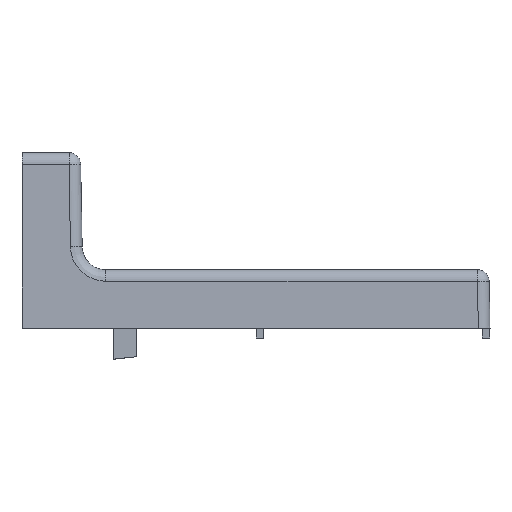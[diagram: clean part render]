
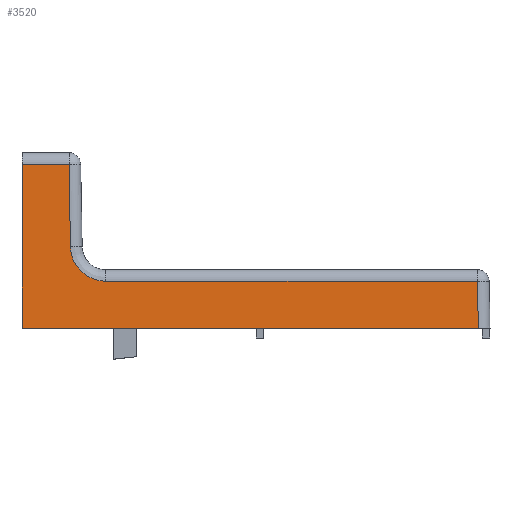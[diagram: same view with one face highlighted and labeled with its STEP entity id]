
A CAD part, top view. The second image highlights one B-rep face of the part: STEP entity #3520.
In plain terms, the highlighted planar face has unit normal (0, 0.018, 1).
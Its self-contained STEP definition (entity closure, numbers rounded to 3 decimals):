
#322 = CARTESIAN_POINT ( 'NONE',  ( 0., 0., 14.098 ) ) ;
#436 = CARTESIAN_POINT ( 'NONE',  ( 117.819, 0., 14.098 ) ) ;
#449 = CARTESIAN_POINT ( 'NONE',  ( 117.608, 12.137, 13.886 ) ) ;
#544 = CARTESIAN_POINT ( 'NONE',  ( 0., 42.347, 13.359 ) ) ;
#705 = EDGE_CURVE ( 'NONE', #3773, #4033, #1244, .T. ) ;
#1183 = VECTOR ( 'NONE', #5253, 1000. ) ;
#1244 = LINE ( 'NONE', #5256, #1183 ) ;
#2536 = AXIS2_PLACEMENT_3D ( 'NONE', #7662, #7733, #7742 ) ;
#2552 =( BOUNDED_CURVE ( )  B_SPLINE_CURVE ( 3, ( #6190, #6193, #6191, #6192 ),
 .UNSPECIFIED., .F., .F. ) 
 B_SPLINE_CURVE_WITH_KNOTS ( ( 4, 4 ),
 ( 3.142, 4.695 ),
 .UNSPECIFIED. ) 
 CURVE ( )  GEOMETRIC_REPRESENTATION_ITEM ( )  RATIONAL_B_SPLINE_CURVE ( ( 1., 0.809, 0.809, 1. ) ) 
 REPRESENTATION_ITEM ( '' )  );
#2650 = EDGE_CURVE ( 'NONE', #4341, #3773, #6305, .T. ) ;
#2713 = EDGE_CURVE ( 'NONE', #5909, #5771, #6871, .T. ) ;
#2714 = EDGE_CURVE ( 'NONE', #5660, #5909, #2552, .T. ) ;
#2715 = EDGE_CURVE ( 'NONE', #4046, #5660, #6858, .T. ) ;
#2716 = EDGE_CURVE ( 'NONE', #4033, #4046, #6909, .T. ) ;
#2717 = EDGE_CURVE ( 'NONE', #5771, #4341, #6904, .T. ) ;
#3520 = ADVANCED_FACE ( 'NONE', ( #6696 ), #7651, .T. ) ;
#3773 = VERTEX_POINT ( 'NONE', #322 ) ;
#4006 = ORIENTED_EDGE ( 'NONE', *, *, #2713, .T. ) ;
#4033 = VERTEX_POINT ( 'NONE', #436 ) ;
#4046 = VERTEX_POINT ( 'NONE', #449 ) ;
#4067 = ORIENTED_EDGE ( 'NONE', *, *, #2714, .T. ) ;
#4182 = ORIENTED_EDGE ( 'NONE', *, *, #2717, .T. ) ;
#4184 = ORIENTED_EDGE ( 'NONE', *, *, #2715, .T. ) ;
#4196 = ORIENTED_EDGE ( 'NONE', *, *, #2650, .T. ) ;
#4242 = ORIENTED_EDGE ( 'NONE', *, *, #2716, .T. ) ;
#4246 = ORIENTED_EDGE ( 'NONE', *, *, #705, .T. ) ;
#4341 = VERTEX_POINT ( 'NONE', #544 ) ;
#4597 = CARTESIAN_POINT ( 'NONE',  ( 21.57, 12.137, 13.886 ) ) ;
#4663 = CARTESIAN_POINT ( 'NONE',  ( 12.136, 42.347, 13.359 ) ) ;
#4690 = CARTESIAN_POINT ( 'NONE',  ( 12.508, 21.042, 13.731 ) ) ;
#5253 = DIRECTION ( 'NONE',  ( 1., 0., 0. ) ) ;
#5256 = CARTESIAN_POINT ( 'NONE',  ( 120.84, 0., 14.098 ) ) ;
#5610 = EDGE_LOOP ( 'NONE', ( #4246, #4242, #4184, #4067, #4006, #4182, #4196 ) ) ;
#5660 = VERTEX_POINT ( 'NONE', #4597 ) ;
#5771 = VERTEX_POINT ( 'NONE', #4663 ) ;
#5909 = VERTEX_POINT ( 'NONE', #4690 ) ;
#6188 = CARTESIAN_POINT ( 'NONE',  ( 120.84, 12.137, 13.886 ) ) ;
#6190 = CARTESIAN_POINT ( 'NONE',  ( 21.57, 12.137, 13.886 ) ) ;
#6191 = CARTESIAN_POINT ( 'NONE',  ( 12.6, 15.807, 13.822 ) ) ;
#6192 = CARTESIAN_POINT ( 'NONE',  ( 12.508, 21.042, 13.731 ) ) ;
#6193 = CARTESIAN_POINT ( 'NONE',  ( 16.334, 12.137, 13.886 ) ) ;
#6195 = DIRECTION ( 'NONE',  ( -0.017, 1., -0.017 ) ) ;
#6214 = DIRECTION ( 'NONE',  ( -1., 0., 0. ) ) ;
#6230 = DIRECTION ( 'NONE',  ( -1., 0., 0. ) ) ;
#6236 = CARTESIAN_POINT ( 'NONE',  ( 12.908, -1.883, 14.131 ) ) ;
#6257 = CARTESIAN_POINT ( 'NONE',  ( 120.84, 42.347, 13.359 ) ) ;
#6258 = CARTESIAN_POINT ( 'NONE',  ( 117.82, -0.053, 14.099 ) ) ;
#6268 = DIRECTION ( 'NONE',  ( -0.017, 1., -0.017 ) ) ;
#6302 = VECTOR ( 'NONE', #7541, 1000. ) ;
#6305 = LINE ( 'NONE', #7488, #6302 ) ;
#6696 = FACE_OUTER_BOUND ( 'NONE', #5610, .T. ) ;
#6827 = VECTOR ( 'NONE', #6230, 1000. ) ;
#6858 = LINE ( 'NONE', #6188, #6827 ) ;
#6871 = LINE ( 'NONE', #6236, #7049 ) ;
#6904 = LINE ( 'NONE', #6257, #7028 ) ;
#6909 = LINE ( 'NONE', #6258, #7046 ) ;
#7028 = VECTOR ( 'NONE', #6214, 1000. ) ;
#7046 = VECTOR ( 'NONE', #6268, 1000. ) ;
#7049 = VECTOR ( 'NONE', #6195, 1000. ) ;
#7488 = CARTESIAN_POINT ( 'NONE',  ( 0., 0., 14.098 ) ) ;
#7541 = DIRECTION ( 'NONE',  ( 0., -1., 0.017 ) ) ;
#7651 = PLANE ( 'NONE',  #2536 ) ;
#7662 = CARTESIAN_POINT ( 'NONE',  ( 120.84, 0., 14.098 ) ) ;
#7733 = DIRECTION ( 'NONE',  ( 0., 0.017, 1. ) ) ;
#7742 = DIRECTION ( 'NONE',  ( 0., -1., 0.017 ) ) ;
